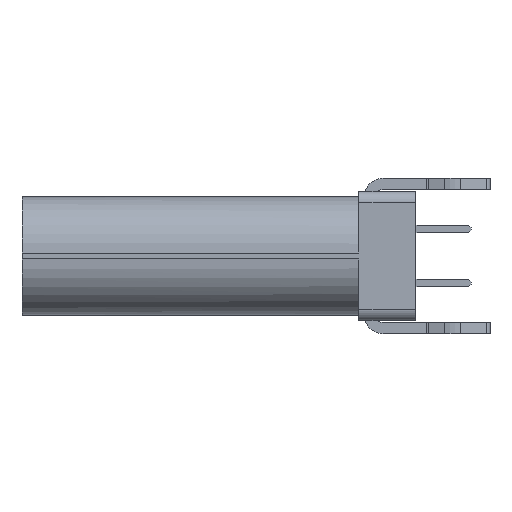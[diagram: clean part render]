
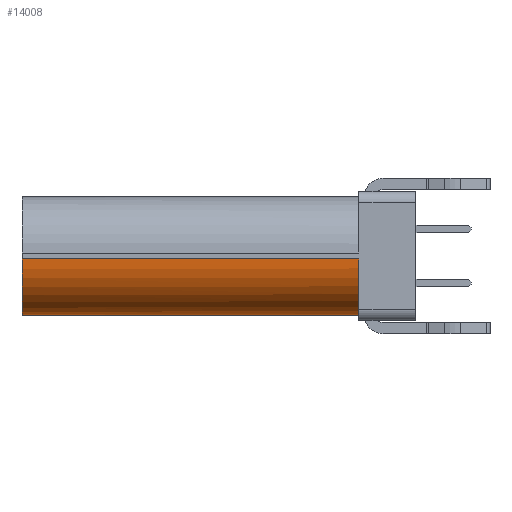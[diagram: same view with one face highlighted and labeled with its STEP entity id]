
A CAD part, left-side view. The second image highlights one B-rep face of the part: STEP entity #14008.
In plain terms, the highlighted cylindrical face has radius 1.5 mm (diameter 3 mm), a partial arc.
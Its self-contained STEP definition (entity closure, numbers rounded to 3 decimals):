
#15=DIRECTION('',(0.,-1.,0.));
#16=VECTOR('',#15,8.992);
#17=CARTESIAN_POINT('',(2.556,3.551,1.449));
#18=LINE('',#17,#16);
#23=DIRECTION('',(0.,1.,0.));
#24=VECTOR('',#23,9.);
#25=CARTESIAN_POINT('',(1.056,-5.449,2.949));
#26=LINE('',#25,#24);
#1481=CARTESIAN_POINT('',(2.556,3.551,2.949));
#1482=DIRECTION('',(0.,1.,0.));
#1483=DIRECTION('',(0.,0.,-1.));
#1484=AXIS2_PLACEMENT_3D('',#1481,#1482,#1483);
#3546=CARTESIAN_POINT('',(2.556,-5.449,2.949));
#3547=DIRECTION('',(0.,-1.,0.));
#3548=DIRECTION('',(-1.,0.,0.));
#3549=AXIS2_PLACEMENT_3D('',#3546,#3547,#3548);
#6255=CARTESIAN_POINT('',(2.494,-5.449,1.45));
#6256=CARTESIAN_POINT('',(2.501,-5.449,1.45));
#6257=CARTESIAN_POINT('',(2.515,-5.449,1.449));
#6258=CARTESIAN_POINT('',(2.536,-5.446,1.449));
#6259=CARTESIAN_POINT('',(2.55,-5.443,1.449));
#6260=CARTESIAN_POINT('',(2.556,-5.442,1.449));
#13569=CARTESIAN_POINT('',(1.056,-5.449,
2.949));
#13570=CARTESIAN_POINT('',(2.494,-5.449,
1.45));
#13571=VERTEX_POINT('',#13569);
#13572=VERTEX_POINT('',#13570);
#13573=VERTEX_POINT('',#6260);
#13591=CARTESIAN_POINT('',(1.056,3.551,2.949));
#13592=VERTEX_POINT('',#13591);
#13595=CARTESIAN_POINT('',(2.556,3.551,1.449));
#13596=VERTEX_POINT('',#13595);
#13991=CARTESIAN_POINT('',(2.556,3.051,2.949));
#13992=DIRECTION('',(0.,1.,0.));
#13993=DIRECTION('',(1.,0.,0.));
#13994=AXIS2_PLACEMENT_3D('',#13991,#13992,#13993);
#13995=CYLINDRICAL_SURFACE('',#13994,1.5);
#13997=ORIENTED_EDGE('',*,*,#13996,.F.);
#13999=ORIENTED_EDGE('',*,*,#13998,.T.);
#14001=ORIENTED_EDGE('',*,*,#14000,.F.);
#14003=ORIENTED_EDGE('',*,*,#14002,.T.);
#14005=ORIENTED_EDGE('',*,*,#14004,.T.);
#14006=EDGE_LOOP('',(#13997,#13999,#14001,#14003,#14005));
#14007=FACE_OUTER_BOUND('',#14006,.F.);
#1485=CIRCLE('',#1484,1.5);
#3550=CIRCLE('',#3549,1.5);
#6261=B_SPLINE_CURVE_WITH_KNOTS('',3,(#6255,#6256,#6257,#6258,#6259,#6260),
.UNSPECIFIED.,.F.,.F.,(4,1,1,4),(0.,0.333,0.667,1.),
.UNSPECIFIED.);
#13996=EDGE_CURVE('',#13596,#13573,#18,.T.);
#13998=EDGE_CURVE('',#13596,#13592,#1485,.T.);
#14000=EDGE_CURVE('',#13571,#13592,#26,.T.);
#14002=EDGE_CURVE('',#13571,#13572,#3550,.T.);
#14004=EDGE_CURVE('',#13572,#13573,#6261,.T.);
#14008=ADVANCED_FACE('',(#14007),#13995,.T.);
